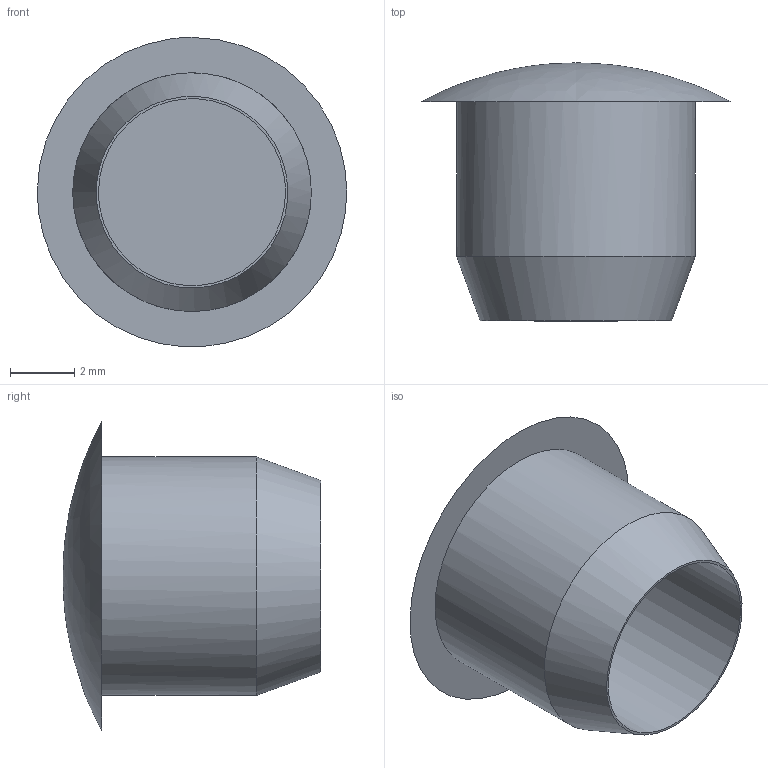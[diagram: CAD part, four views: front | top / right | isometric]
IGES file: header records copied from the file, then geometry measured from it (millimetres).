
Global section: file name: 220007; native system: Autodesk Inventor 2021; preprocessor: unknown; author: Mrówczyńska,,; organization: 11; date: 20221005.104354; units: millimetre
Bounding box: 9.6 x 8 x 9.59 mm (x, y, z)
Volume: 142 mm3; surface area: 414.5 mm2
Topology: 1 solids, 1 shells, 7 faces, 16 edges, 12 vertices
Faces by surface type: bspline 7
